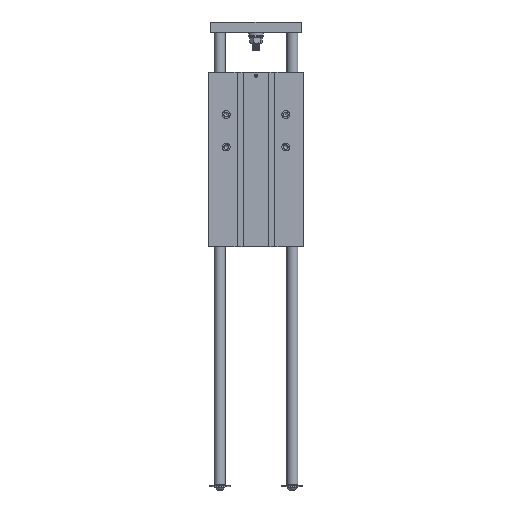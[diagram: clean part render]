
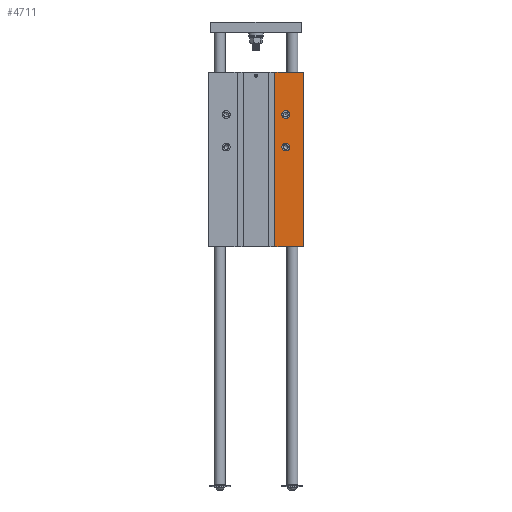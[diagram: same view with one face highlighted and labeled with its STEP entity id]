
A CAD part, front view. The second image highlights one B-rep face of the part: STEP entity #4711.
In plain terms, the highlighted planar face has unit normal (0, -1, 0).
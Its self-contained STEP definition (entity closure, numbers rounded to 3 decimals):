
#627 = EDGE_CURVE ( 'NONE', #34475, #4878, #2948, .T. ) ;
#1846 = LINE ( 'NONE', #26792, #33157 ) ;
#2700 = PLANE ( 'NONE',  #24771 ) ;
#2948 = LINE ( 'NONE', #18974, #11185 ) ;
#4268 = EDGE_LOOP ( 'NONE', ( #14999 ) ) ;
#4321 = VECTOR ( 'NONE', #21843, 1000. ) ;
#4711 = ADVANCED_FACE ( 'NONE', ( #12582, #23343, #34088 ), #2700, .T. ) ;
#4878 = VERTEX_POINT ( 'NONE', #6018 ) ;
#4953 = CARTESIAN_POINT ( 'NONE',  ( 27.1, -35., 0. ) ) ;
#5511 = CARTESIAN_POINT ( 'NONE',  ( 42.5, -35., -60.75 ) ) ;
#5800 = EDGE_LOOP ( 'NONE', ( #34740, #12489, #33158, #8391 ) ) ;
#5990 = VERTEX_POINT ( 'NONE', #17075 ) ;
#6018 = CARTESIAN_POINT ( 'NONE',  ( 68., -35., 0. ) ) ;
#6826 = EDGE_LOOP ( 'NONE', ( #10192 ) ) ;
#7207 = LINE ( 'NONE', #28915, #16061 ) ;
#8391 = ORIENTED_EDGE ( 'NONE', *, *, #627, .T. ) ;
#8760 = CARTESIAN_POINT ( 'NONE',  ( 27.1, -35., -250. ) ) ;
#9241 = AXIS2_PLACEMENT_3D ( 'NONE', #5511, #16273, #24704 ) ;
#10022 = VERTEX_POINT ( 'NONE', #26242 ) ;
#10192 = ORIENTED_EDGE ( 'NONE', *, *, #21041, .F. ) ;
#10610 = DIRECTION ( 'NONE',  ( 0., 0., -1. ) ) ;
#11185 = VECTOR ( 'NONE', #18466, 1000. ) ;
#11404 = AXIS2_PLACEMENT_3D ( 'NONE', #28143, #19854, #18446 ) ;
#12179 = EDGE_CURVE ( 'NONE', #15835, #23079, #19700, .T. ) ;
#12489 = ORIENTED_EDGE ( 'NONE', *, *, #12179, .T. ) ;
#12582 = FACE_BOUND ( 'NONE', #4268, .T. ) ;
#13066 = DIRECTION ( 'NONE',  ( 1., 0., 0. ) ) ;
#14219 = CARTESIAN_POINT ( 'NONE',  ( 27.1, -35., -250. ) ) ;
#14999 = ORIENTED_EDGE ( 'NONE', *, *, #19519, .F. ) ;
#15835 = VERTEX_POINT ( 'NONE', #4953 ) ;
#16061 = VECTOR ( 'NONE', #26410, 1000. ) ;
#16273 = DIRECTION ( 'NONE',  ( 0., -1., 0. ) ) ;
#17075 = CARTESIAN_POINT ( 'NONE',  ( 42.5, -35., -112.75 ) ) ;
#18446 = DIRECTION ( 'NONE',  ( 0., 0., -1. ) ) ;
#18466 = DIRECTION ( 'NONE',  ( 0., 0., 1. ) ) ;
#18974 = CARTESIAN_POINT ( 'NONE',  ( 68., -35., -250. ) ) ;
#19238 = CARTESIAN_POINT ( 'NONE',  ( 68., -35., -250. ) ) ;
#19519 = EDGE_CURVE ( 'NONE', #5990, #5990, #34507, .T. ) ;
#19700 = LINE ( 'NONE', #8760, #4321 ) ;
#19854 = DIRECTION ( 'NONE',  ( 0., -1., 0. ) ) ;
#21041 = EDGE_CURVE ( 'NONE', #10022, #10022, #30683, .T. ) ;
#21843 = DIRECTION ( 'NONE',  ( 0., 0., -1. ) ) ;
#21886 = CARTESIAN_POINT ( 'NONE',  ( -68.5, -35., -250. ) ) ;
#23079 = VERTEX_POINT ( 'NONE', #14219 ) ;
#23343 = FACE_BOUND ( 'NONE', #6826, .T. ) ;
#23898 = EDGE_CURVE ( 'NONE', #23079, #34475, #1846, .T. ) ;
#24704 = DIRECTION ( 'NONE',  ( 0., 0., -1. ) ) ;
#24771 = AXIS2_PLACEMENT_3D ( 'NONE', #21886, #29500, #10610 ) ;
#26242 = CARTESIAN_POINT ( 'NONE',  ( 42.5, -35., -66.25 ) ) ;
#26410 = DIRECTION ( 'NONE',  ( 1., 0., 0. ) ) ;
#26792 = CARTESIAN_POINT ( 'NONE',  ( -68.5, -35., -250. ) ) ;
#28143 = CARTESIAN_POINT ( 'NONE',  ( 42.5, -35., -107.25 ) ) ;
#28915 = CARTESIAN_POINT ( 'NONE',  ( -68.5, -35., 0. ) ) ;
#29500 = DIRECTION ( 'NONE',  ( 0., -1., 0. ) ) ;
#30683 = CIRCLE ( 'NONE', #9241, 5.5 ) ;
#32746 = EDGE_CURVE ( 'NONE', #15835, #4878, #7207, .T. ) ;
#33157 = VECTOR ( 'NONE', #13066, 1000. ) ;
#33158 = ORIENTED_EDGE ( 'NONE', *, *, #23898, .T. ) ;
#34088 = FACE_OUTER_BOUND ( 'NONE', #5800, .T. ) ;
#34475 = VERTEX_POINT ( 'NONE', #19238 ) ;
#34507 = CIRCLE ( 'NONE', #11404, 5.5 ) ;
#34740 = ORIENTED_EDGE ( 'NONE', *, *, #32746, .F. ) ;
